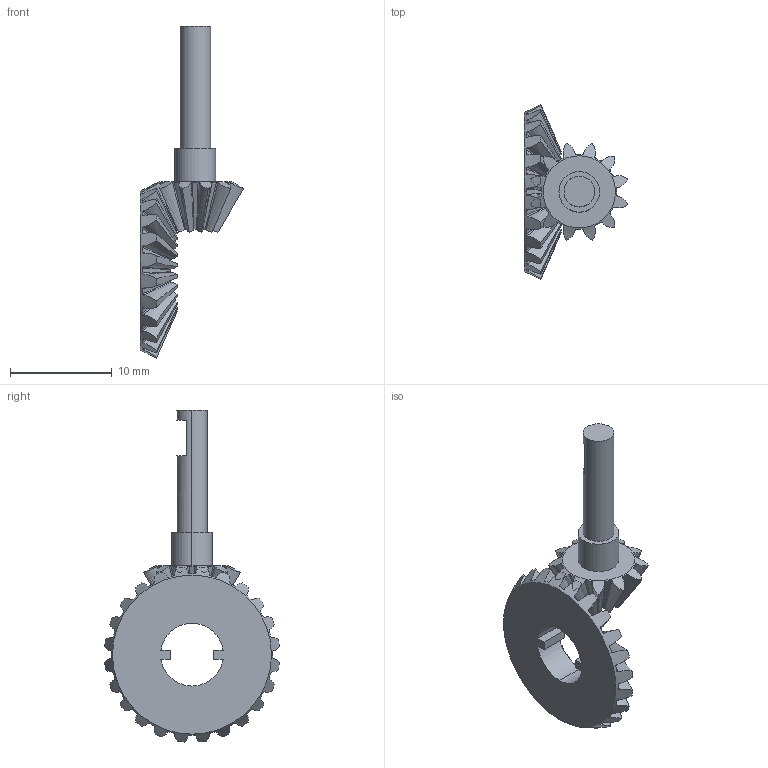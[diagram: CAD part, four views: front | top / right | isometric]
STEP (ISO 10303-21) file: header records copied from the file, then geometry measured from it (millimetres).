
FILE_DESCRIPTION (( 'STEP AP214' ), '1' );
FILE_NAME ('BevelMate.STEP', '2025-04-29T07:06:32', ( '' ), ( '' ), 'SwSTEP 2.0', 'SolidWorks 2024', '' );
FILE_SCHEMA (( 'AUTOMOTIVE_DESIGN' ));
Length unit declared in the file: millimetre
Products named in the file (3): BevelMate; BevelGear24T.step_Varsayılan; BevelPinion12T.step_Varsayılan
Assembly tree (2 placements, depth 2):
  BevelMate
    BevelGear24T.step_Varsayılan
    BevelPinion12T.step_Varsayılan
Bounding box: 10.15 x 17.14 x 32.57 mm (x, y, z)
Volume: 654.3 mm3; surface area: 1105 mm2
Topology: 2 solids, 2 shells, 236 faces, 685 edges, 456 vertices
Faces by surface type: bspline 180, cone 32, plane 15, cylinder 9
Entity records: 12571 total; most frequent: CARTESIAN_POINT 7750, ORIENTED_EDGE 1370, EDGE_CURVE 685, VERTEX_POINT 456, DIRECTION 453, B_SPLINE_CURVE_WITH_KNOTS 428, EDGE_LOOP 241, FACE_OUTER_BOUND 236
